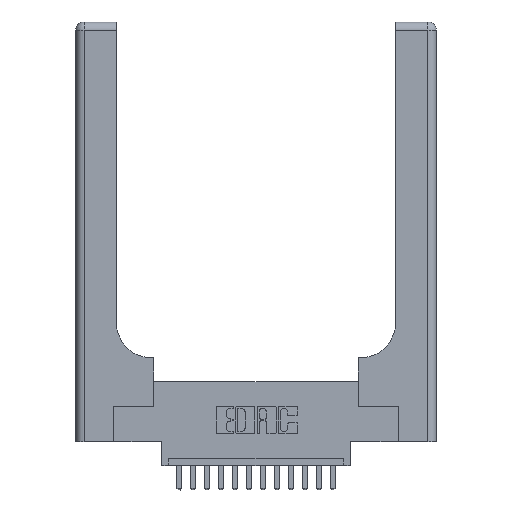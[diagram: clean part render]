
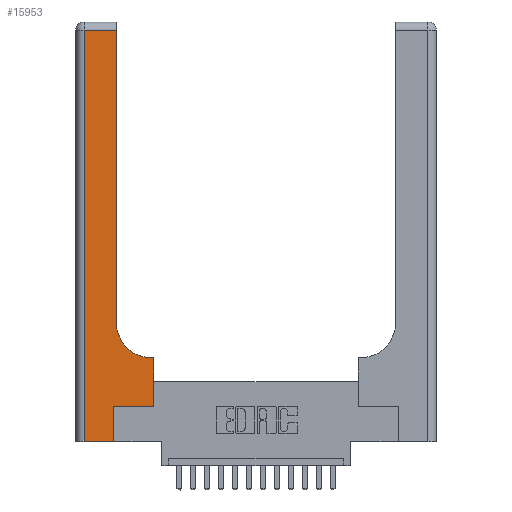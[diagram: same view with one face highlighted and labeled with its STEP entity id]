
A CAD part, top view. The second image highlights one B-rep face of the part: STEP entity #15953.
In plain terms, the highlighted planar face has unit normal (0, 0, 1).
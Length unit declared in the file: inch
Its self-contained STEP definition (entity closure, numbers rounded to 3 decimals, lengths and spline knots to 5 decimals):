
#463 = DIRECTION ( 'NONE',  ( 0., -1., 0. ) ) ;
#469 = LINE ( 'NONE', #14956, #10943 ) ;
#1173 = EDGE_CURVE ( 'NONE', #2492, #4205, #6181, .T. ) ;
#1194 = ORIENTED_EDGE ( 'NONE', *, *, #14733, .T. ) ;
#1218 = DIRECTION ( 'NONE',  ( 1., 0., 0. ) ) ;
#1396 = VECTOR ( 'NONE', #1218, 39.37008 ) ;
#1649 = CARTESIAN_POINT ( 'NONE',  ( 0.2915, 0.85, 0.37 ) ) ;
#1968 = VECTOR ( 'NONE', #8587, 39.37008 ) ;
#2216 = AXIS2_PLACEMENT_3D ( 'NONE', #5772, #4426, #5902 ) ;
#2393 = VERTEX_POINT ( 'NONE', #15588 ) ;
#2492 = VERTEX_POINT ( 'NONE', #7697 ) ;
#2864 = CARTESIAN_POINT ( 'NONE',  ( 0.2915, 0.6, 0.37 ) ) ;
#3079 = CARTESIAN_POINT ( 'NONE',  ( 0., 2.94, 0.37 ) ) ;
#3330 = CARTESIAN_POINT ( 'NONE',  ( 0.06, 0., 0.37 ) ) ;
#3829 = VERTEX_POINT ( 'NONE', #17048 ) ;
#4205 = VERTEX_POINT ( 'NONE', #8204 ) ;
#4426 = DIRECTION ( 'NONE',  ( 0., 0., -1. ) ) ;
#5168 = LINE ( 'NONE', #14434, #16582 ) ;
#5195 = LINE ( 'NONE', #18477, #1396 ) ;
#5279 = DIRECTION ( 'NONE',  ( 1., 0., 0. ) ) ;
#5302 = LINE ( 'NONE', #13520, #13574 ) ;
#5509 = VERTEX_POINT ( 'NONE', #16651 ) ;
#5747 = EDGE_CURVE ( 'NONE', #3829, #6999, #469, .T. ) ;
#5772 = CARTESIAN_POINT ( 'NONE',  ( 0., 3., 0.37 ) ) ;
#5795 = ORIENTED_EDGE ( 'NONE', *, *, #11430, .T. ) ;
#5815 = CARTESIAN_POINT ( 'NONE',  ( 0.5415, 0.85, 0.37 ) ) ;
#5902 = DIRECTION ( 'NONE',  ( -1., 0., 0. ) ) ;
#6152 = FACE_OUTER_BOUND ( 'NONE', #6472, .T. ) ;
#6181 = LINE ( 'NONE', #7242, #14207 ) ;
#6359 = ORIENTED_EDGE ( 'NONE', *, *, #1173, .T. ) ;
#6472 = EDGE_LOOP ( 'NONE', ( #9783, #1194, #12748, #8941, #8421, #13205, #6359, #16246, #5795 ) ) ;
#6999 = VERTEX_POINT ( 'NONE', #12944 ) ;
#7242 = CARTESIAN_POINT ( 'NONE',  ( 0.5585, 0.25, 0.37 ) ) ;
#7697 = CARTESIAN_POINT ( 'NONE',  ( 0.5585, 0.25, 0.37 ) ) ;
#7920 = LINE ( 'NONE', #2864, #13547 ) ;
#7978 = VERTEX_POINT ( 'NONE', #16308 ) ;
#8188 = VECTOR ( 'NONE', #463, 39.37008 ) ;
#8204 = CARTESIAN_POINT ( 'NONE',  ( 0.5585, 0.6, 0.37 ) ) ;
#8421 = ORIENTED_EDGE ( 'NONE', *, *, #5747, .T. ) ;
#8587 = DIRECTION ( 'NONE',  ( -1., 0., 0. ) ) ;
#8604 = VERTEX_POINT ( 'NONE', #1649 ) ;
#8610 = EDGE_CURVE ( 'NONE', #5509, #9151, #14935, .T. ) ;
#8834 = CARTESIAN_POINT ( 'NONE',  ( 0.06, 3., 0.37 ) ) ;
#8941 = ORIENTED_EDGE ( 'NONE', *, *, #18143, .T. ) ;
#9049 = LINE ( 'NONE', #3079, #1968 ) ;
#9105 = EDGE_CURVE ( 'NONE', #6999, #2492, #5302, .T. ) ;
#9151 = VERTEX_POINT ( 'NONE', #3330 ) ;
#9255 = AXIS2_PLACEMENT_3D ( 'NONE', #5815, #10338, #5279 ) ;
#9783 = ORIENTED_EDGE ( 'NONE', *, *, #13293, .T. ) ;
#10182 = PLANE ( 'NONE',  #2216 ) ;
#10338 = DIRECTION ( 'NONE',  ( 0., 0., -1. ) ) ;
#10628 = EDGE_CURVE ( 'NONE', #4205, #7978, #7920, .T. ) ;
#10943 = VECTOR ( 'NONE', #15136, 39.37008 ) ;
#11430 = EDGE_CURVE ( 'NONE', #7978, #8604, #13296, .T. ) ;
#12748 = ORIENTED_EDGE ( 'NONE', *, *, #8610, .T. ) ;
#12944 = CARTESIAN_POINT ( 'NONE',  ( 0.269, 0.25, 0.37 ) ) ;
#12954 = DIRECTION ( 'NONE',  ( -1., 0., 0. ) ) ;
#13205 = ORIENTED_EDGE ( 'NONE', *, *, #9105, .T. ) ;
#13259 = DIRECTION ( 'NONE',  ( 0., 1., 0. ) ) ;
#13293 = EDGE_CURVE ( 'NONE', #8604, #2393, #5168, .T. ) ;
#13296 = CIRCLE ( 'NONE', #9255, 0.25 ) ;
#13520 = CARTESIAN_POINT ( 'NONE',  ( 0.269, 0.25, 0.37 ) ) ;
#13547 = VECTOR ( 'NONE', #12954, 39.37008 ) ;
#13574 = VECTOR ( 'NONE', #17601, 39.37008 ) ;
#14207 = VECTOR ( 'NONE', #13259, 39.37008 ) ;
#14361 = DIRECTION ( 'NONE',  ( 0., 1., 0. ) ) ;
#14434 = CARTESIAN_POINT ( 'NONE',  ( 0.2915, 3., 0.37 ) ) ;
#14733 = EDGE_CURVE ( 'NONE', #2393, #5509, #9049, .T. ) ;
#14935 = LINE ( 'NONE', #8834, #8188 ) ;
#14956 = CARTESIAN_POINT ( 'NONE',  ( 0.269, 0., 0.37 ) ) ;
#15136 = DIRECTION ( 'NONE',  ( 0., 1., 0. ) ) ;
#15588 = CARTESIAN_POINT ( 'NONE',  ( 0.2915, 2.94, 0.37 ) ) ;
#15953 = ADVANCED_FACE ( 'NONE', ( #6152 ), #10182, .F. ) ;
#16246 = ORIENTED_EDGE ( 'NONE', *, *, #10628, .T. ) ;
#16308 = CARTESIAN_POINT ( 'NONE',  ( 0.5415, 0.6, 0.37 ) ) ;
#16582 = VECTOR ( 'NONE', #14361, 39.37008 ) ;
#16651 = CARTESIAN_POINT ( 'NONE',  ( 0.06, 2.94, 0.37 ) ) ;
#17048 = CARTESIAN_POINT ( 'NONE',  ( 0.269, 0., 0.37 ) ) ;
#17601 = DIRECTION ( 'NONE',  ( 1., 0., 0. ) ) ;
#18143 = EDGE_CURVE ( 'NONE', #9151, #3829, #5195, .T. ) ;
#18477 = CARTESIAN_POINT ( 'NONE',  ( 0., 0., 0.37 ) ) ;
